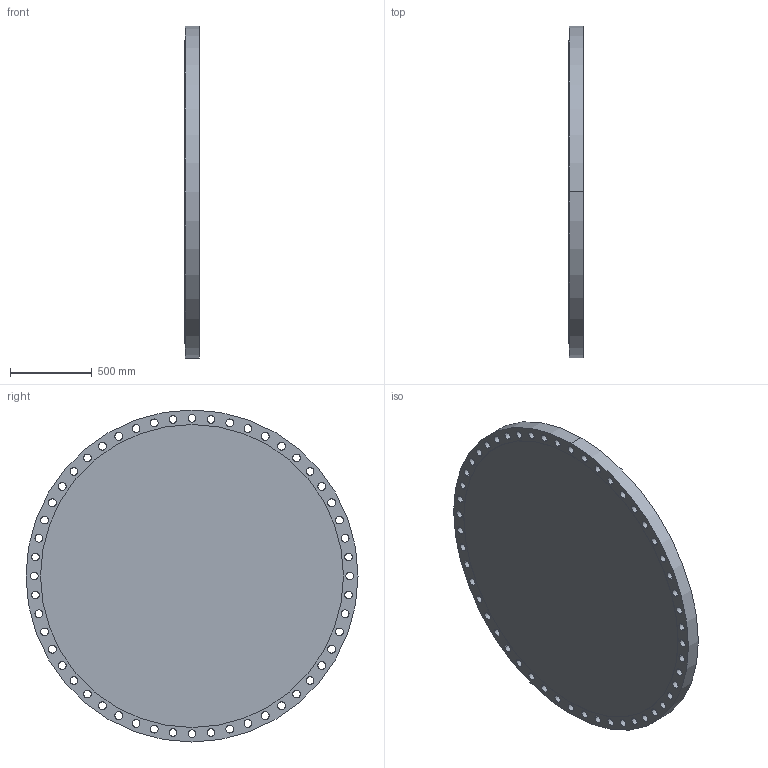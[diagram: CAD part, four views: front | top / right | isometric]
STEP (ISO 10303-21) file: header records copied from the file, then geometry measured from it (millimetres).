
FILE_DESCRIPTION (( 'STEP AP203' ), '1' );
FILE_NAME ('66_CL125_B161_RF_BLF.STEP', '2024-01-13T00:04:07', ( '' ), ( '' ), 'SwSTEP 2.0', 'SolidWorks 2023', '' );
FILE_SCHEMA (( 'CONFIG_CONTROL_DESIGN' ));
Length unit declared in the file: inch
Products named in the file (1): 66_CL125_B161_RF_BLF
Bounding box: 87.31 x 2032 x 2032 mm (x, y, z)
Volume: 274345711.2 mm3; surface area: 7524036 mm2
Topology: 1 solids, 1 shells, 111 faces, 324 edges, 216 vertices
Faces by surface type: cylinder 108, plane 3
Entity records: 4101 total; most frequent: DIRECTION 764, CARTESIAN_POINT 652, ORIENTED_EDGE 648, AXIS2_PLACEMENT_3D 328, EDGE_CURVE 324, VERTEX_POINT 216, EDGE_LOOP 216, CIRCLE 216
